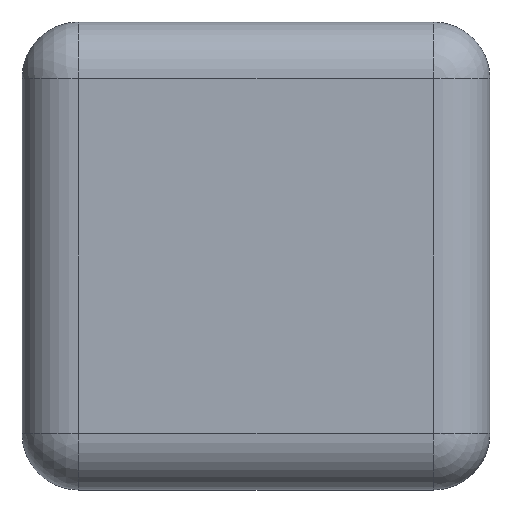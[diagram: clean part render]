
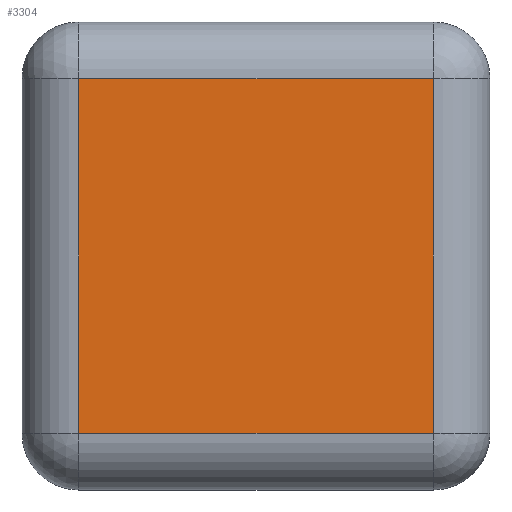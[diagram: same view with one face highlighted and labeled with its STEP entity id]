
A CAD part, front view. The second image highlights one B-rep face of the part: STEP entity #3304.
In plain terms, the highlighted planar face has unit normal (0, -1, 0).
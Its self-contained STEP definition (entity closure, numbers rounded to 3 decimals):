
#1326 = DIRECTION ( 'NONE',  ( -1., 0., 0. ) ) ;
#1563 = CARTESIAN_POINT ( 'NONE',  ( -250.989, -220.227, 250.989 ) ) ;
#3091 = EDGE_CURVE ( 'NONE', #50030, #26279, #35925, .T. ) ;
#3304 = ADVANCED_FACE ( 'NONE', ( #49201 ), #45683, .T. ) ;
#3686 = EDGE_LOOP ( 'NONE', ( #62874, #20339, #47016, #22033 ) ) ;
#4632 = EDGE_CURVE ( 'NONE', #32143, #46026, #49432, .T. ) ;
#6983 = CARTESIAN_POINT ( 'NONE',  ( -250.989, -220.227, -250.989 ) ) ;
#15665 = CARTESIAN_POINT ( 'NONE',  ( 0., -220.227, 250.989 ) ) ;
#20167 = LINE ( 'NONE', #15665, #43824 ) ;
#20339 = ORIENTED_EDGE ( 'NONE', *, *, #3091, .T. ) ;
#21197 = VECTOR ( 'NONE', #34476, 1000. ) ;
#21409 = CARTESIAN_POINT ( 'NONE',  ( 250.989, -220.227, -250.989 ) ) ;
#22033 = ORIENTED_EDGE ( 'NONE', *, *, #4632, .T. ) ;
#24247 = CARTESIAN_POINT ( 'NONE',  ( 250.989, -220.227, 0. ) ) ;
#25767 = VECTOR ( 'NONE', #29339, 1000. ) ;
#26273 = CARTESIAN_POINT ( 'NONE',  ( 0., -220.227, 0. ) ) ;
#26279 = VERTEX_POINT ( 'NONE', #6983 ) ;
#29339 = DIRECTION ( 'NONE',  ( 1., 0., 0. ) ) ;
#32143 = VERTEX_POINT ( 'NONE', #21409 ) ;
#33188 = CARTESIAN_POINT ( 'NONE',  ( 0., -220.227, -250.989 ) ) ;
#34476 = DIRECTION ( 'NONE',  ( 0., 0., 1. ) ) ;
#35925 = LINE ( 'NONE', #55028, #59778 ) ;
#37959 = EDGE_CURVE ( 'NONE', #46026, #50030, #20167, .T. ) ;
#39024 = CARTESIAN_POINT ( 'NONE',  ( 250.989, -220.227, 250.989 ) ) ;
#40526 = EDGE_CURVE ( 'NONE', #26279, #32143, #57346, .T. ) ;
#43824 = VECTOR ( 'NONE', #1326, 1000. ) ;
#44402 = DIRECTION ( 'NONE',  ( 0., -1., 0. ) ) ;
#45442 = DIRECTION ( 'NONE',  ( 0., 0., -1. ) ) ;
#45683 = PLANE ( 'NONE',  #55724 ) ;
#46026 = VERTEX_POINT ( 'NONE', #39024 ) ;
#47016 = ORIENTED_EDGE ( 'NONE', *, *, #40526, .T. ) ;
#49201 = FACE_OUTER_BOUND ( 'NONE', #3686, .T. ) ;
#49432 = LINE ( 'NONE', #24247, #21197 ) ;
#50030 = VERTEX_POINT ( 'NONE', #1563 ) ;
#55028 = CARTESIAN_POINT ( 'NONE',  ( -250.989, -220.227, 0. ) ) ;
#55724 = AXIS2_PLACEMENT_3D ( 'NONE', #26273, #44402, #59078 ) ;
#57346 = LINE ( 'NONE', #33188, #25767 ) ;
#59078 = DIRECTION ( 'NONE',  ( 0., 0., -1. ) ) ;
#59778 = VECTOR ( 'NONE', #45442, 1000. ) ;
#62874 = ORIENTED_EDGE ( 'NONE', *, *, #37959, .T. ) ;
